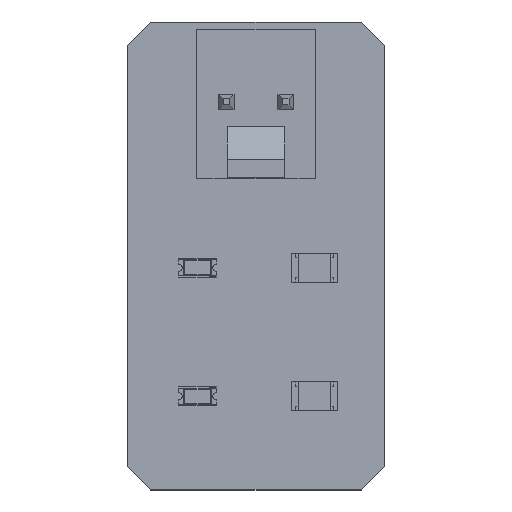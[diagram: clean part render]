
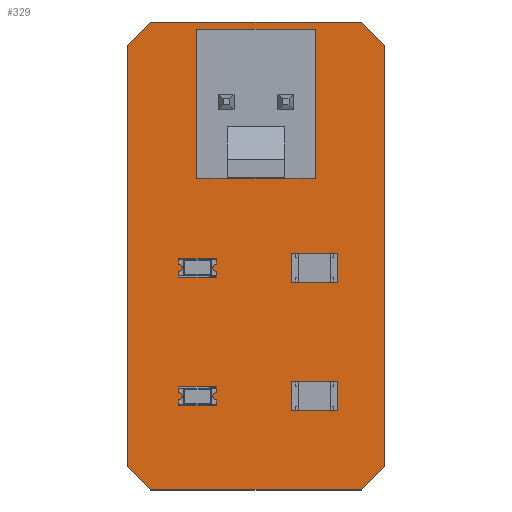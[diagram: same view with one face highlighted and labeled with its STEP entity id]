
A CAD part, top view. The second image highlights one B-rep face of the part: STEP entity #329.
In plain terms, the highlighted planar face has unit normal (0, 0, 1).
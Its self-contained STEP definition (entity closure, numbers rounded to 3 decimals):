
#72 = VERTEX_POINT('',#73);
#73 = CARTESIAN_POINT('',(51.,90.,1.721));
#79 = EDGE_CURVE('',#72,#80,#82,.T.);
#80 = VERTEX_POINT('',#81);
#81 = CARTESIAN_POINT('',(60.,90.,1.721));
#82 = LINE('',#83,#84);
#83 = CARTESIAN_POINT('',(51.,90.,1.721));
#84 = VECTOR('',#85,1.);
#85 = DIRECTION('',(1.,0.,0.));
#110 = EDGE_CURVE('',#80,#111,#113,.T.);
#111 = VERTEX_POINT('',#112);
#112 = CARTESIAN_POINT('',(61.,89.,1.721));
#113 = LINE('',#114,#115);
#114 = CARTESIAN_POINT('',(60.,90.,1.721));
#115 = VECTOR('',#116,1.);
#116 = DIRECTION('',(0.707,-0.707,0.));
#141 = EDGE_CURVE('',#111,#142,#144,.T.);
#142 = VERTEX_POINT('',#143);
#143 = CARTESIAN_POINT('',(61.,71.,1.721));
#144 = LINE('',#145,#146);
#145 = CARTESIAN_POINT('',(61.,89.,1.721));
#146 = VECTOR('',#147,1.);
#147 = DIRECTION('',(0.,-1.,0.));
#172 = EDGE_CURVE('',#142,#173,#175,.T.);
#173 = VERTEX_POINT('',#174);
#174 = CARTESIAN_POINT('',(60.,70.,1.721));
#175 = LINE('',#176,#177);
#176 = CARTESIAN_POINT('',(61.,71.,1.721));
#177 = VECTOR('',#178,1.);
#178 = DIRECTION('',(-0.707,-0.707,0.));
#203 = EDGE_CURVE('',#173,#204,#206,.T.);
#204 = VERTEX_POINT('',#205);
#205 = CARTESIAN_POINT('',(51.,70.,1.721));
#206 = LINE('',#207,#208);
#207 = CARTESIAN_POINT('',(60.,70.,1.721));
#208 = VECTOR('',#209,1.);
#209 = DIRECTION('',(-1.,0.,0.));
#234 = EDGE_CURVE('',#204,#235,#237,.T.);
#235 = VERTEX_POINT('',#236);
#236 = CARTESIAN_POINT('',(50.,71.,1.721));
#237 = LINE('',#238,#239);
#238 = CARTESIAN_POINT('',(51.,70.,1.721));
#239 = VECTOR('',#240,1.);
#240 = DIRECTION('',(-0.707,0.707,0.));
#265 = EDGE_CURVE('',#235,#266,#268,.T.);
#266 = VERTEX_POINT('',#267);
#267 = CARTESIAN_POINT('',(50.,89.,1.721));
#268 = LINE('',#269,#270);
#269 = CARTESIAN_POINT('',(50.,71.,1.721));
#270 = VECTOR('',#271,1.);
#271 = DIRECTION('',(0.,1.,0.));
#296 = EDGE_CURVE('',#266,#72,#297,.T.);
#297 = LINE('',#298,#299);
#298 = CARTESIAN_POINT('',(50.,89.,1.721));
#299 = VECTOR('',#300,1.);
#300 = DIRECTION('',(0.707,0.707,0.));
#329 = ADVANCED_FACE('',(#330),#340,.T.);
#330 = FACE_BOUND('',#331,.F.);
#331 = EDGE_LOOP('',(#332,#333,#334,#335,#336,#337,#338,#339));
#332 = ORIENTED_EDGE('',*,*,#79,.T.);
#333 = ORIENTED_EDGE('',*,*,#110,.T.);
#334 = ORIENTED_EDGE('',*,*,#141,.T.);
#335 = ORIENTED_EDGE('',*,*,#172,.T.);
#336 = ORIENTED_EDGE('',*,*,#203,.T.);
#337 = ORIENTED_EDGE('',*,*,#234,.T.);
#338 = ORIENTED_EDGE('',*,*,#265,.T.);
#339 = ORIENTED_EDGE('',*,*,#296,.T.);
#340 = PLANE('',#341);
#341 = AXIS2_PLACEMENT_3D('',#342,#343,#344);
#342 = CARTESIAN_POINT('',(51.,90.,1.721));
#343 = DIRECTION('',(0.,0.,1.));
#344 = DIRECTION('',(1.,0.,0.));
